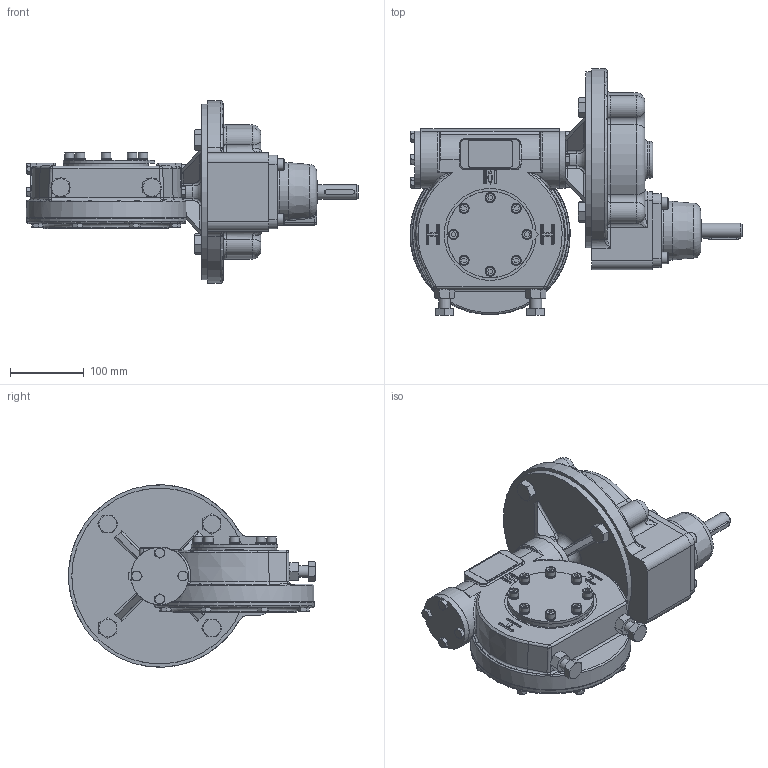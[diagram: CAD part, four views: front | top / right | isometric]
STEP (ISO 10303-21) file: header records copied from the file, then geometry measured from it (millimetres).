
FILE_DESCRIPTION(/* description */ ('Unknown'),/* implementation_level */ '2;1');
FILE_NAME(/* name */ 'PUB-IW4FBIRL-MAN-F12',/* time_stamp */ '2016-06-23T14:46:24+01:00',/* author */ ('Unknown'),/* organization */ ('Unknown'),/* preprocessor_version */ 'ST-DEVELOPER v16',/* originating_system */ 'DEX',/* authorisation */ $);
FILE_SCHEMA (('AP242_MANAGED_MODEL_BASED_3D_ENGINEERING_MIM_LF { 1 0 10303 442 20130219 1 4 }'));
Products named in the file (1): PUB-IW4FBIRL-MAN-F12
Bounding box: 451.18 x 335.56 x 247.88 mm (x, y, z)
Surface area: 445090.5 mm2 (no closed solid volume)
Topology: 0 solids, 72 shells, 958 faces, 3325 edges, 2405 vertices
Faces by surface type: plane 429, cone 185, cylinder 179, bspline 84, torus 69, sphere 12
Full cylindrical faces by diameter (mm): 10.106 x4, 13 x8, 13.5 x16, 16 x6, 20 x1, 30 x1, 50 x1, 78 x2, 85 x1, 115 x1, 125 x1, 238.9 x1
Entity records: 51800 total; most frequent: CARTESIAN_POINT 22207, DIRECTION 5429, ORIENTED_EDGE 5017, EDGE_CURVE 3191, VERTEX_POINT 2363, AXIS2_PLACEMENT_3D 2053, LINE 1323, VECTOR 1323
